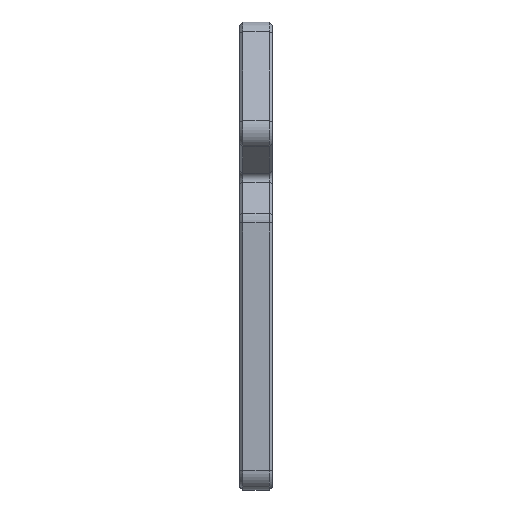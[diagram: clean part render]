
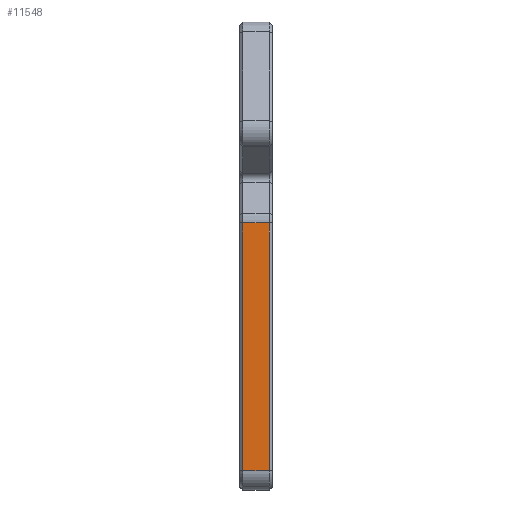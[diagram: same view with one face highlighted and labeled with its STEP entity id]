
A CAD part, left-side view. The second image highlights one B-rep face of the part: STEP entity #11548.
In plain terms, the highlighted face is planar.
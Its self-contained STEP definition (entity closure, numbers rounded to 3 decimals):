
#103 = CARTESIAN_POINT ( 'NONE',  ( 144.252, -9.2, 26.014 ) ) ;
#572 = VERTEX_POINT ( 'NONE', #103 ) ;
#1624 = DIRECTION ( 'NONE',  ( 0., 1., 0. ) ) ;
#2025 = EDGE_CURVE ( 'NONE', #19979, #2618, #15531, .T. ) ;
#2618 = VERTEX_POINT ( 'NONE', #32898 ) ;
#2709 = CARTESIAN_POINT ( 'NONE',  ( 144.252, -9.2, -51.363 ) ) ;
#4565 = LINE ( 'NONE', #35953, #5943 ) ;
#5917 = DIRECTION ( 'NONE',  ( 1., 0., 0. ) ) ;
#5943 = VECTOR ( 'NONE', #15457, 1000. ) ;
#6513 = ORIENTED_EDGE ( 'NONE', *, *, #2025, .T. ) ;
#9006 = FACE_OUTER_BOUND ( 'NONE', #10694, .T. ) ;
#9505 = DIRECTION ( 'NONE',  ( 0., 0., 1. ) ) ;
#10662 = LINE ( 'NONE', #15870, #25441 ) ;
#10694 = EDGE_LOOP ( 'NONE', ( #31021, #23554, #13796, #6513 ) ) ;
#11548 = ADVANCED_FACE ( 'NONE', ( #9006 ), #11668, .T. ) ;
#11668 = PLANE ( 'NONE',  #22257 ) ;
#13796 = ORIENTED_EDGE ( 'NONE', *, *, #16414, .T. ) ;
#14265 = EDGE_CURVE ( 'NONE', #572, #2618, #10662, .T. ) ;
#15457 = DIRECTION ( 'NONE',  ( 0., 1., 0. ) ) ;
#15531 = LINE ( 'NONE', #21176, #34444 ) ;
#15870 = CARTESIAN_POINT ( 'NONE',  ( 144.252, -10.2, 26.014 ) ) ;
#16414 = EDGE_CURVE ( 'NONE', #17339, #19979, #4565, .T. ) ;
#17339 = VERTEX_POINT ( 'NONE', #33559 ) ;
#19979 = VERTEX_POINT ( 'NONE', #22155 ) ;
#20540 = CARTESIAN_POINT ( 'NONE',  ( 144.252, -10.2, -51.363 ) ) ;
#20665 = DIRECTION ( 'NONE',  ( 0., 0., -1. ) ) ;
#21176 = CARTESIAN_POINT ( 'NONE',  ( 144.252, -1., -51.363 ) ) ;
#22155 = CARTESIAN_POINT ( 'NONE',  ( 144.252, -1., -51.363 ) ) ;
#22257 = AXIS2_PLACEMENT_3D ( 'NONE', #20540, #5917, #20665 ) ;
#22543 = VECTOR ( 'NONE', #26291, 1000. ) ;
#23554 = ORIENTED_EDGE ( 'NONE', *, *, #29438, .T. ) ;
#25343 = LINE ( 'NONE', #2709, #22543 ) ;
#25441 = VECTOR ( 'NONE', #1624, 1000. ) ;
#26291 = DIRECTION ( 'NONE',  ( 0., 0., -1. ) ) ;
#29438 = EDGE_CURVE ( 'NONE', #572, #17339, #25343, .T. ) ;
#31021 = ORIENTED_EDGE ( 'NONE', *, *, #14265, .F. ) ;
#32898 = CARTESIAN_POINT ( 'NONE',  ( 144.252, -1., 26.014 ) ) ;
#33559 = CARTESIAN_POINT ( 'NONE',  ( 144.252, -9.2, -51.363 ) ) ;
#34444 = VECTOR ( 'NONE', #9505, 1000. ) ;
#35953 = CARTESIAN_POINT ( 'NONE',  ( 144.252, -10.2, -51.363 ) ) ;
